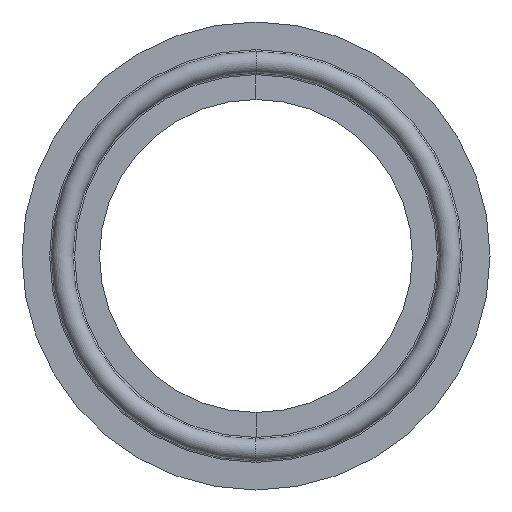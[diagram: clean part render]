
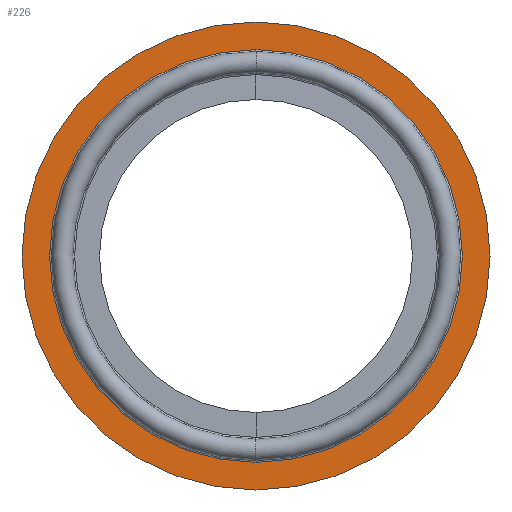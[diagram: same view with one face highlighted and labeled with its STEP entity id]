
A CAD part, left-side view. The second image highlights one B-rep face of the part: STEP entity #226.
In plain terms, the highlighted planar face has unit normal (-1, 0, 0).
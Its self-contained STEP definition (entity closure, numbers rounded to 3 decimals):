
#3 = DIRECTION ( 'NONE',  ( 1., 0., 0. ) ) ;
#5 = DIRECTION ( 'NONE',  ( 0., 0., -1. ) ) ;
#14 = ORIENTED_EDGE ( 'NONE', *, *, #673, .T. ) ;
#29 = EDGE_CURVE ( 'NONE', #77, #177, #206, .T. ) ;
#71 = CARTESIAN_POINT ( 'NONE',  ( -0.9, 22.95, 0. ) ) ;
#77 = VERTEX_POINT ( 'NONE', #484 ) ;
#80 = FACE_BOUND ( 'NONE', #159, .T. ) ;
#89 = EDGE_CURVE ( 'NONE', #207, #457, #451, .T. ) ;
#91 = CARTESIAN_POINT ( 'NONE',  ( -0.9, 0., 0. ) ) ;
#131 = ORIENTED_EDGE ( 'NONE', *, *, #89, .T. ) ;
#159 = EDGE_LOOP ( 'NONE', ( #14, #131 ) ) ;
#170 = AXIS2_PLACEMENT_3D ( 'NONE', #799, #560, #5 ) ;
#172 = EDGE_LOOP ( 'NONE', ( #318, #294 ) ) ;
#177 = VERTEX_POINT ( 'NONE', #377 ) ;
#204 = CARTESIAN_POINT ( 'NONE',  ( -0.9, 0., 23.15 ) ) ;
#206 = CIRCLE ( 'NONE', #300, 26.25 ) ;
#207 = VERTEX_POINT ( 'NONE', #204 ) ;
#210 = CIRCLE ( 'NONE', #170, 23.15 ) ;
#226 = ADVANCED_FACE ( 'NONE', ( #80, #389 ), #634, .F. ) ;
#255 = AXIS2_PLACEMENT_3D ( 'NONE', #806, #796, #605 ) ;
#282 = EDGE_CURVE ( 'NONE', #177, #77, #379, .T. ) ;
#285 = DIRECTION ( 'NONE',  ( -1., 0., 0. ) ) ;
#294 = ORIENTED_EDGE ( 'NONE', *, *, #282, .T. ) ;
#300 = AXIS2_PLACEMENT_3D ( 'NONE', #91, #285, #524 ) ;
#318 = ORIENTED_EDGE ( 'NONE', *, *, #29, .T. ) ;
#320 = DIRECTION ( 'NONE',  ( 0., 0., -1. ) ) ;
#377 = CARTESIAN_POINT ( 'NONE',  ( -0.9, 0., -26.25 ) ) ;
#379 = CIRCLE ( 'NONE', #593, 26.25 ) ;
#389 = FACE_OUTER_BOUND ( 'NONE', #172, .T. ) ;
#448 = CARTESIAN_POINT ( 'NONE',  ( -0.9, 0., 0. ) ) ;
#451 = CIRCLE ( 'NONE', #255, 23.15 ) ;
#457 = VERTEX_POINT ( 'NONE', #515 ) ;
#484 = CARTESIAN_POINT ( 'NONE',  ( -0.9, 0., 26.25 ) ) ;
#515 = CARTESIAN_POINT ( 'NONE',  ( -0.9, 0., -23.15 ) ) ;
#524 = DIRECTION ( 'NONE',  ( 0., 0., 1. ) ) ;
#560 = DIRECTION ( 'NONE',  ( 1., 0., 0. ) ) ;
#593 = AXIS2_PLACEMENT_3D ( 'NONE', #448, #693, #737 ) ;
#605 = DIRECTION ( 'NONE',  ( 0., 0., -1. ) ) ;
#634 = PLANE ( 'NONE',  #674 ) ;
#673 = EDGE_CURVE ( 'NONE', #457, #207, #210, .T. ) ;
#674 = AXIS2_PLACEMENT_3D ( 'NONE', #71, #3, #320 ) ;
#693 = DIRECTION ( 'NONE',  ( -1., 0., 0. ) ) ;
#737 = DIRECTION ( 'NONE',  ( 0., 0., 1. ) ) ;
#796 = DIRECTION ( 'NONE',  ( 1., 0., 0. ) ) ;
#799 = CARTESIAN_POINT ( 'NONE',  ( -0.9, 0., 0. ) ) ;
#806 = CARTESIAN_POINT ( 'NONE',  ( -0.9, 0., 0. ) ) ;
